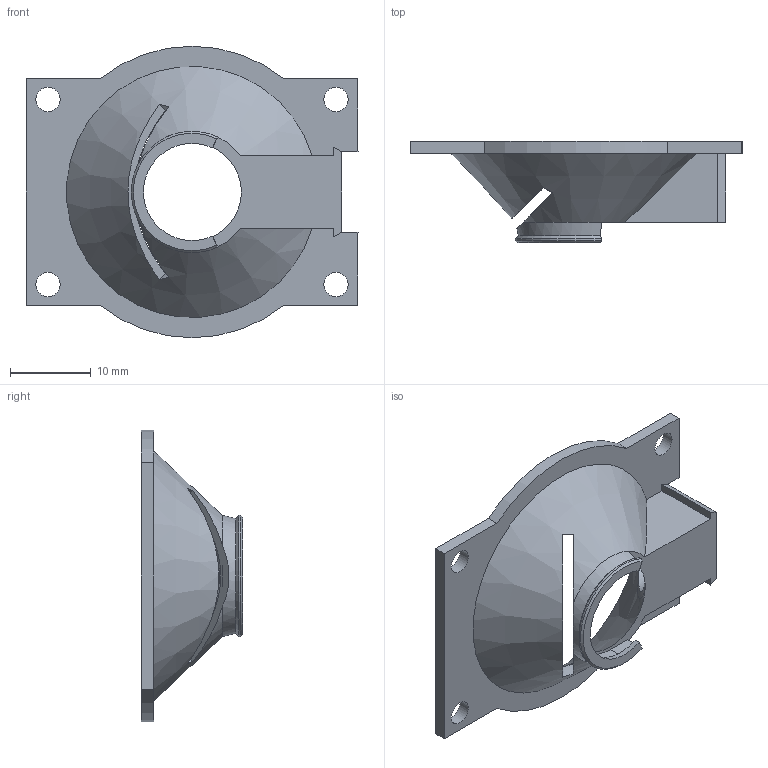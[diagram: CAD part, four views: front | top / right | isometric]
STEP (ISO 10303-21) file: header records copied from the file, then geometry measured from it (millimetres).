
FILE_DESCRIPTION(/* description */ (''),/* implementation_level */ '2;1');
FILE_NAME(/* name */ 'Eyepiece V1.step',/* time_stamp */ '2026-01-22T12:31:18-05:00',/* author */ (''),/* organization */ (''),/* preprocessor_version */ 'ST-DEVELOPER v20.1',/* originating_system */ 'Autodesk Translation Framework v14.21.0.0',/* authorisation */ '');
FILE_SCHEMA (('AUTOMOTIVE_DESIGN { 1 0 10303 214 3 1 1 }'));
Length unit declared in the file: millimetre
Products named in the file (1): Eyepiece V1
Bounding box: 41 x 12.5 x 36 mm (x, y, z)
Volume: 2040.4 mm3; surface area: 3545.6 mm2
Topology: 1 solids, 5 shells, 78 faces, 217 edges, 148 vertices
Faces by surface type: plane 44, cylinder 22, cone 12
Full cylindrical faces by diameter (mm): 3 x4, 7 x1, 8 x1
Entity records: 2695 total; most frequent: CARTESIAN_POINT 658, ORIENTED_EDGE 434, DIRECTION 404, EDGE_CURVE 217, VERTEX_POINT 148, AXIS2_PLACEMENT_3D 147, LINE 110, VECTOR 110
